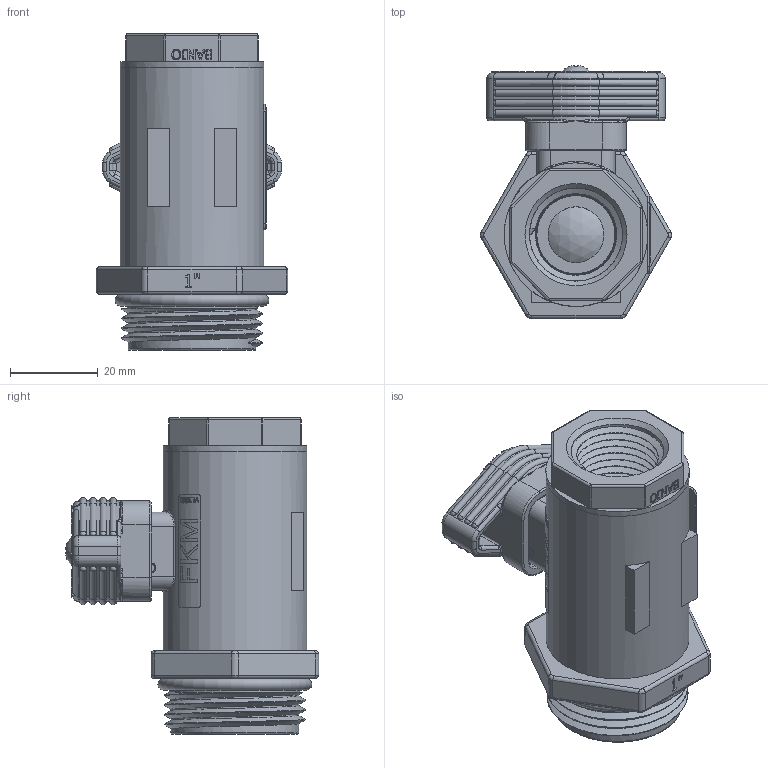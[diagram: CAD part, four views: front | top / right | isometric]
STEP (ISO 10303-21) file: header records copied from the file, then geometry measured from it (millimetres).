
FILE_DESCRIPTION(/* description */ ('1/2" FNPT X 1" MNPT MICRO-VALVE LOCK HANDLE'),/* implementation_level */ '2;1');
FILE_NAME(/* name */ 'LV050100MTLV.stp',/* time_stamp */ '2023-05-23T08:02:57-04:00',/* author */ ('ALR'),/* organization */ (''),/* preprocessor_version */ 'ST-DEVELOPER v18.1',/* originating_system */ 'Autodesk Inventor 2022',/* authorisation */ '');
FILE_SCHEMA (('AUTOMOTIVE_DESIGN { 1 0 10303 214 3 1 1 }'));
Length unit declared in the file: inch
Products named in the file (18): LV050100MTLV; LV05254A; LV05256A1; LV05256A; LVMT10556A; LSQ200-RV; FP26041V; LV05258T1; LV02153L; LV02153S; LV02153C; B0424038T; LV02151; AQ010V; WS10002; LEV05255; VL1005; LST1300D
Assembly tree (19 placements, depth 3):
  LV050100MTLV
    LV05254A
    LV05256A1
      LV05256A
    LVMT10556A
    LSQ200-RV
    FP26041V  x2
    LV05258T1  x2
    LV02153L
    LV02153S
    LV02153C
    B0424038T
    LV02151
    AQ010V
    WS10002
    LEV05255
    VL1005
    LST1300D
Bounding box: 43.52 x 57.63 x 72.06 mm (x, y, z)
Volume: 55647.1 mm3; surface area: 36305.2 mm2
Topology: 19 solids, 19 shells, 3494 faces, 8772 edges, 5686 vertices
Faces by surface type: plane 2309, bspline 712, cylinder 278, torus 102, cone 55, sphere 38
Full cylindrical faces by diameter (mm): 2.261 x1, 2.362 x3, 2.845 x1, 3.175 x1, 6.35 x2, 6.375 x1, 6.528 x1, 6.604 x1, 8.636 x1, 9.296 x1, 9.449 x1, 9.525 x1, 9.55 x1, 12.7 x2, 13.741 x2, 14.021 x1, 14.173 x2, 14.275 x1, 18.237 x2, 19.05 x1, 25.908 x2, 26.01 x2, 26.264 x2, 26.975 x1, 27.026 x1, 29.464 x2, 29.591 x1, 32.639 x2
Entity records: 114596 total; most frequent: CARTESIAN_POINT 33454, ORIENTED_EDGE 17384, DIRECTION 14151, EDGE_CURVE 8692, LINE 5787, VECTOR 5787, VERTEX_POINT 5675, AXIS2_PLACEMENT_3D 4182
